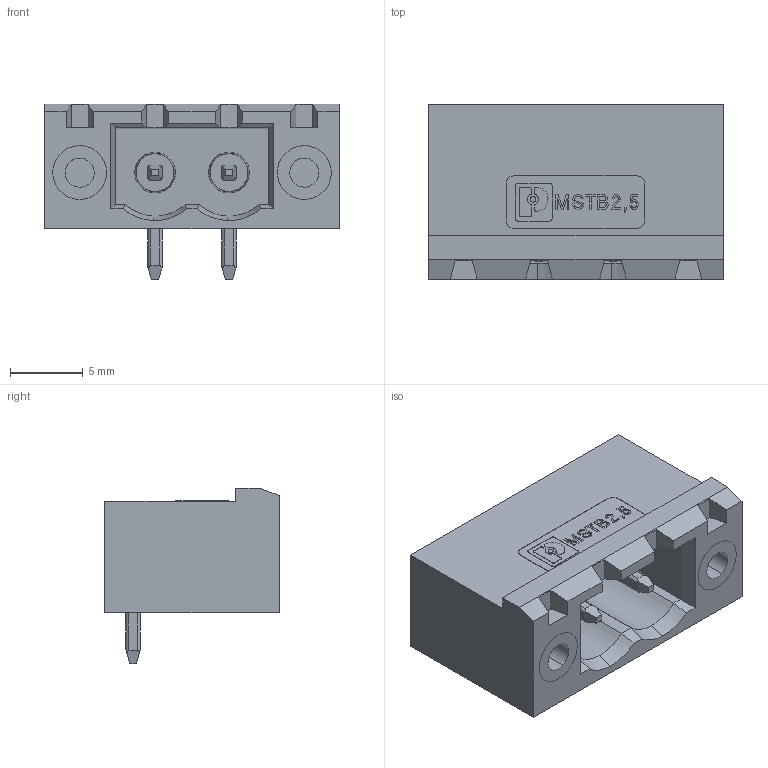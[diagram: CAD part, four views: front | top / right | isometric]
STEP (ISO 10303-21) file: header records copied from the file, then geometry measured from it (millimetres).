
FILE_DESCRIPTION(('STEP AP242'),'1');
FILE_NAME('1776508.stp','2024-12-02T09:19:39',('TraceParts'),('TraceParts S.A.'),'Spatial InterOp 3D',' ',' ');
FILE_SCHEMA(('AP242_MANAGED_MODEL_BASED_3D_ENGINEERING_MIM_LF {1 0 10303 442 1 1 4}'));
Length unit declared in the file: millimetre
Products named in the file (1): 1776508_1
Bounding box: 20.27 x 12 x 12.07 mm (x, y, z)
Volume: 1296.4 mm3; surface area: 1983.8 mm2
Topology: 5 solids, 5 shells, 550 faces, 1544 edges, 1020 vertices
Faces by surface type: plane 384, cylinder 138, cone 16, bspline 8, sphere 4
Entity records: 34767 total; most frequent: CARTESIAN_POINT 8573, ORIENTED_EDGE 3080, DIRECTION 2916, STYLED_ITEM 2016, PRESENTATION_STYLE_ASSIGNMENT 2016, COLOUR_RGB 2016, EDGE_CURVE 1540, CURVE_STYLE 1461
